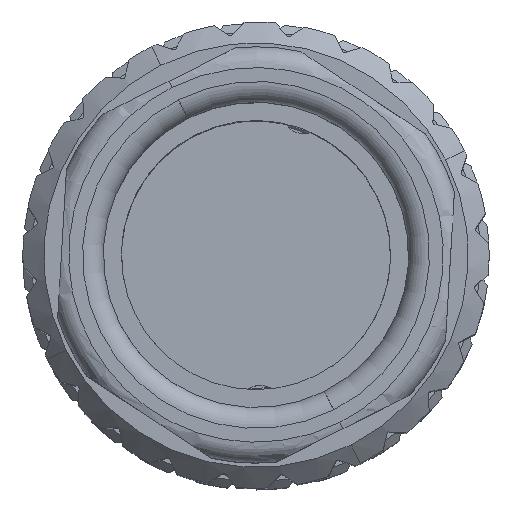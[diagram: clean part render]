
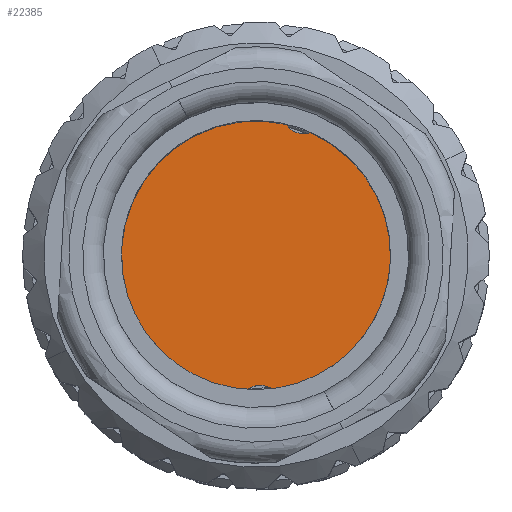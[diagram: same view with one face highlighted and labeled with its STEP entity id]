
A CAD part, top view. The second image highlights one B-rep face of the part: STEP entity #22385.
In plain terms, the highlighted planar face has unit normal (0, 0, 1).
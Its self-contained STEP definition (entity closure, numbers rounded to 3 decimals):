
#22216=AXIS2_PLACEMENT_3D('Circle Axis2P3D',#22214,#22215,$) ;
#22245=AXIS2_PLACEMENT_3D('Circle Axis2P3D',#22243,#22244,$) ;
#22320=AXIS2_PLACEMENT_3D('Circle Axis2P3D',#22318,#22319,$) ;
#22347=AXIS2_PLACEMENT_3D('Plane Axis2P3D',#22344,#22345,#22346) ;
#22351=AXIS2_PLACEMENT_3D('Circle Axis2P3D',#22349,#22350,$) ;
#22374=AXIS2_PLACEMENT_3D('Circle Axis2P3D',#22372,#22373,$) ;
#22211=CARTESIAN_POINT('Vertex',(4.063,6.228,35.5)) ;
#22214=CARTESIAN_POINT('Axis2P3D Location',(8.4,8.4,35.5)) ;
#22218=CARTESIAN_POINT('Vertex',(9.485,13.127,35.5)) ;
#22240=CARTESIAN_POINT('Vertex',(10.363,12.835,35.5)) ;
#22243=CARTESIAN_POINT('Axis2P3D Location',(8.4,8.4,35.5)) ;
#22247=CARTESIAN_POINT('Vertex',(12.737,10.572,35.5)) ;
#22318=CARTESIAN_POINT('Axis2P3D Location',(10.12,13.571,35.5)) ;
#22344=CARTESIAN_POINT('Axis2P3D Location',(8.4,8.4,35.5)) ;
#22349=CARTESIAN_POINT('Axis2P3D Location',(8.4,8.4,35.5)) ;
#22353=CARTESIAN_POINT('Vertex',(8.073,3.561,35.5)) ;
#22357=CARTESIAN_POINT('Control Point',(8.073,3.561,35.5)) ;
#22358=CARTESIAN_POINT('Control Point',(8.127,3.604,35.5)) ;
#22359=CARTESIAN_POINT('Control Point',(8.186,3.641,35.5)) ;
#22360=CARTESIAN_POINT('Control Point',(8.249,3.671,35.5)) ;
#22361=CARTESIAN_POINT('Control Point',(8.397,3.721,35.5)) ;
#22362=CARTESIAN_POINT('Control Point',(8.553,3.734,35.5)) ;
#22363=CARTESIAN_POINT('Control Point',(8.641,3.729,35.5)) ;
#22364=CARTESIAN_POINT('Control Point',(8.768,3.704,35.5)) ;
#22365=CARTESIAN_POINT('Control Point',(8.887,3.653,35.5)) ;
#22366=CARTESIAN_POINT('Control Point',(8.925,3.633,35.5)) ;
#22367=CARTESIAN_POINT('Control Point',(8.962,3.611,35.5)) ;
#22368=CARTESIAN_POINT('Control Point',(8.997,3.587,35.5)) ;
#22369=CARTESIAN_POINT('Vertex',(8.997,3.587,35.5)) ;
#22372=CARTESIAN_POINT('Axis2P3D Location',(8.4,8.4,35.5)) ;
#22215=DIRECTION('Axis2P3D Direction',(0.,0.,1.)) ;
#22244=DIRECTION('Axis2P3D Direction',(0.,0.,1.)) ;
#22319=DIRECTION('Axis2P3D Direction',(-0.,0.,-1.)) ;
#22345=DIRECTION('Axis2P3D Direction',(0.,-0.,1.)) ;
#22346=DIRECTION('Axis2P3D XDirection',(0.894,0.448,0.)) ;
#22350=DIRECTION('Axis2P3D Direction',(0.,-0.,1.)) ;
#22373=DIRECTION('Axis2P3D Direction',(0.,-0.,1.)) ;
#22378=ORIENTED_EDGE('',*,*,#22322,.T.) ;
#22379=ORIENTED_EDGE('',*,*,#22220,.T.) ;
#22380=ORIENTED_EDGE('',*,*,#22355,.T.) ;
#22381=ORIENTED_EDGE('',*,*,#22371,.T.) ;
#22382=ORIENTED_EDGE('',*,*,#22376,.T.) ;
#22383=ORIENTED_EDGE('',*,*,#22249,.T.) ;
#22385=ADVANCED_FACE('MANIFOLD_SOLID_BREP #97850',(#22384),#22348,.T.) ;
#22356=B_SPLINE_CURVE_WITH_KNOTS('',5,(#22357,#22358,#22359,#22360,#22361,#22362,#22363,#22364,#22365,#22366,#22367,#22368),.UNSPECIFIED.,.F.,.U.,(6,3,3,6),(0.731,1.22,1.83,2.131),.UNSPECIFIED.) ;
#22217=CIRCLE('generated circle',#22216,4.85) ;
#22246=CIRCLE('generated circle',#22245,4.85) ;
#22321=CIRCLE('generated circle',#22320,0.775) ;
#22352=CIRCLE('generated circle',#22351,4.85) ;
#22375=CIRCLE('generated circle',#22374,4.85) ;
#22220=EDGE_CURVE('',#22219,#22212,#22217,.T.) ;
#22249=EDGE_CURVE('',#22248,#22241,#22246,.T.) ;
#22322=EDGE_CURVE('',#22241,#22219,#22321,.T.) ;
#22355=EDGE_CURVE('',#22212,#22354,#22352,.T.) ;
#22371=EDGE_CURVE('',#22354,#22370,#22356,.T.) ;
#22376=EDGE_CURVE('',#22370,#22248,#22375,.T.) ;
#22377=EDGE_LOOP('',(#22378,#22379,#22380,#22381,#22382,#22383)) ;
#22384=FACE_OUTER_BOUND('',#22377,.T.) ;
#22348=PLANE('',#22347) ;
#22212=VERTEX_POINT('',#22211) ;
#22219=VERTEX_POINT('',#22218) ;
#22241=VERTEX_POINT('',#22240) ;
#22248=VERTEX_POINT('',#22247) ;
#22354=VERTEX_POINT('',#22353) ;
#22370=VERTEX_POINT('',#22369) ;
